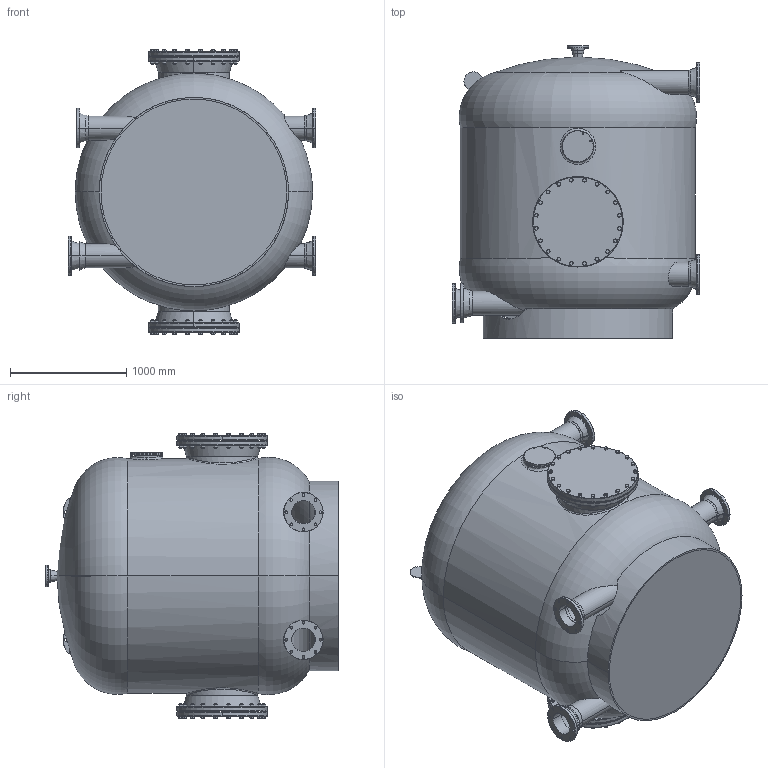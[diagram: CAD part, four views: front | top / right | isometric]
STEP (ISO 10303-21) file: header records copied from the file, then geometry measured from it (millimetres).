
FILE_DESCRIPTION (( 'STEP AP214' ), '1' );
FILE_NAME ('diatomea200c_v2_.STEP', '2020-10-30T11:51:40', ( '' ), ( '' ), 'SwSTEP 2.0', 'SolidWorks 2019', '' );
FILE_SCHEMA (( 'AUTOMOTIVE_DESIGN' ));
Length unit declared in the file: millimetre
Products named in the file (1): diatomea200c_v2_
Bounding box: 2134.65 x 2518.97 x 2449.99 mm (x, y, z)
Surface area: 27941465.2 mm2 (no closed solid volume)
Topology: 0 solids, 165 shells, 1474 faces, 4166 edges, 2643 vertices
Faces by surface type: plane 631, cone 508, cylinder 234, torus 91, bspline 6, sphere 4
Entity records: 116294 total; most frequent: CARTESIAN_POINT 70229, ORIENTED_EDGE 6631, EDGE_CURVE 4166, DIRECTION 3838, B_SPLINE_CURVE_WITH_KNOTS 3642, VERTEX_POINT 2643, AXIS2_PLACEMENT_3D 1845, EDGE_LOOP 1599
